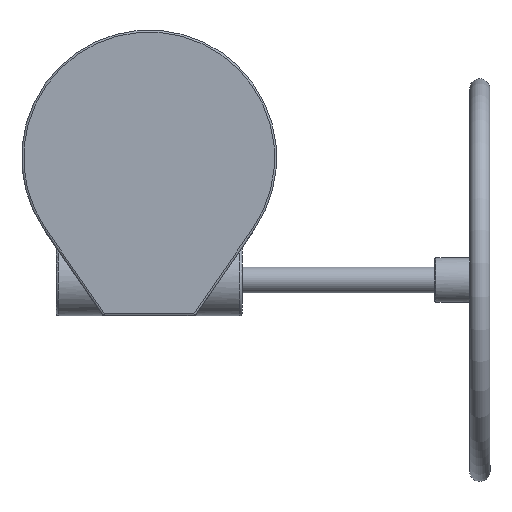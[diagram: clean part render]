
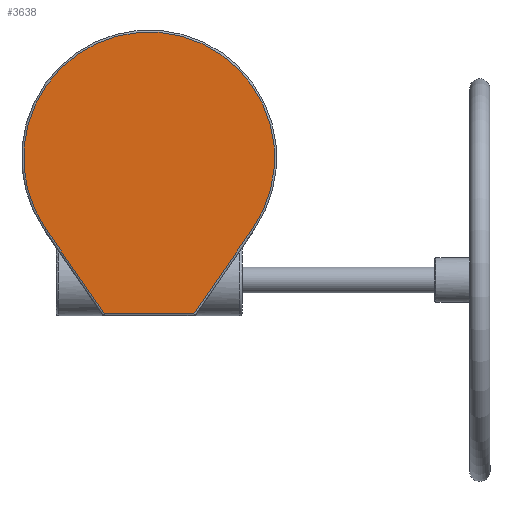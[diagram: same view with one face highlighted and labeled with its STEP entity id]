
A CAD part, front view. The second image highlights one B-rep face of the part: STEP entity #3638.
In plain terms, the highlighted planar face has unit normal (0, -1, 0).
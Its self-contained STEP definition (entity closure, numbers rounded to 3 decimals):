
#72=PLANE('',#3926);
#271=FACE_OUTER_BOUND('',#486,.T.);
#486=EDGE_LOOP('',(#2850,#2851,#2852,#2853));
#902=CIRCLE('',#3921,123.);
#1061=LINE('',#16016,#1248);
#1064=LINE('',#16027,#1251);
#1065=LINE('',#16035,#1252);
#1248=VECTOR('',#4416,10.);
#1251=VECTOR('',#4427,10.);
#1252=VECTOR('',#4438,10.);
#1553=VERTEX_POINT('',#16014);
#1554=VERTEX_POINT('',#16015);
#1558=VERTEX_POINT('',#16025);
#1560=VERTEX_POINT('',#16030);
#2012=EDGE_CURVE('',#1553,#1554,#1061,.T.);
#2018=EDGE_CURVE('',#1558,#1553,#1064,.T.);
#2020=EDGE_CURVE('',#1560,#1558,#902,.T.);
#2022=EDGE_CURVE('',#1554,#1560,#1065,.T.);
#2850=ORIENTED_EDGE('',*,*,#2012,.F.);
#2851=ORIENTED_EDGE('',*,*,#2018,.F.);
#2852=ORIENTED_EDGE('',*,*,#2020,.F.);
#2853=ORIENTED_EDGE('',*,*,#2022,.F.);
#3638=ADVANCED_FACE('',(#271),#72,.F.);
#3921=AXIS2_PLACEMENT_3D('',#16032,#4432,#4433);
#3926=AXIS2_PLACEMENT_3D('',#16050,#4452,#4453);
#4416=DIRECTION('',(-1.,0.,0.));
#4427=DIRECTION('',(-0.567,0.,-0.823));
#4432=DIRECTION('center_axis',(0.,1.,0.));
#4433=DIRECTION('ref_axis',(0.,0.,1.));
#4438=DIRECTION('',(-0.567,0.,0.823));
#4452=DIRECTION('center_axis',(0.,1.,0.));
#4453=DIRECTION('ref_axis',(1.,0.,0.));
#16014=CARTESIAN_POINT('',(43.949,-90.,-153.));
#16015=CARTESIAN_POINT('',(-43.949,-90.,-153.));
#16016=CARTESIAN_POINT('',(-22.5,-90.,-153.));
#16025=CARTESIAN_POINT('',(101.285,-90.,-69.788));
#16027=CARTESIAN_POINT('',(68.815,-90.,-116.912));
#16030=CARTESIAN_POINT('',(-101.285,-90.,-69.788));
#16032=CARTESIAN_POINT('Origin',(0.,-90.,0.));
#16035=CARTESIAN_POINT('',(-97.781,-90.,-74.874));
#16050=CARTESIAN_POINT('Origin',(0.,-90.,-15.));
